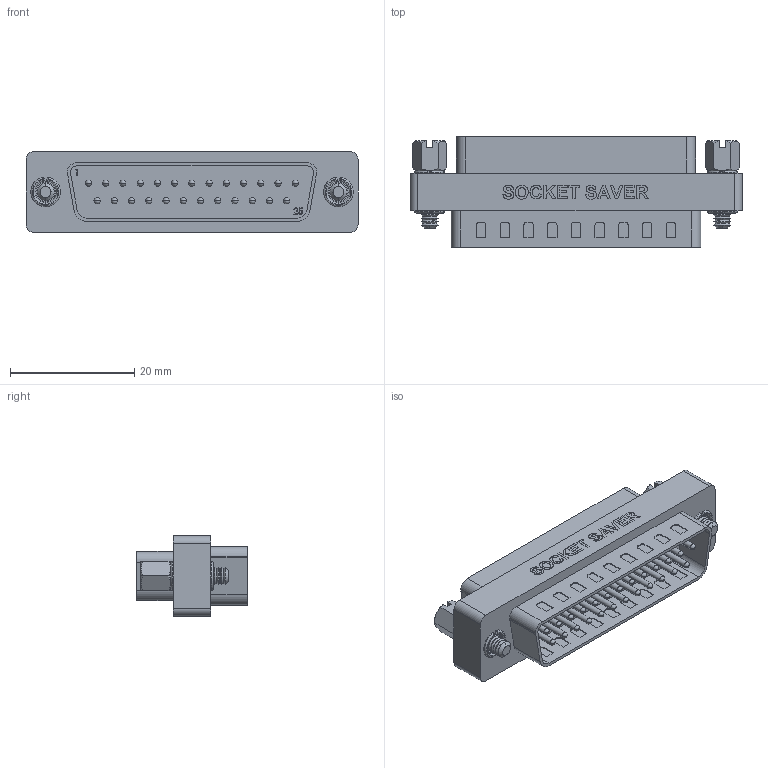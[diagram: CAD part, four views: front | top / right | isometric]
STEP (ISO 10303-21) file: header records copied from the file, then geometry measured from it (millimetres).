
FILE_DESCRIPTION (( 'STEP AP214' ), '1' );
FILE_NAME ('DGB25MF_3D.step', '2025-10-16T20:25:49', ( '' ), ( '' ), 'SwSTEP 2.0', 'SolidWorks 2025', '' );
FILE_SCHEMA (( 'AUTOMOTIVE_DESIGN' ));
Length unit declared in the file: inch
Products named in the file (5): DGB25F-MA1_SOCKET SAVER; 3AA05-002; SD25S_Without Mounting Flange and Solder Cups; DGB25MF_3D; SD25P_Without Mounting Flange and Solder Cups
Assembly tree (5 placements, depth 2):
  DGB25MF_3D
    DGB25F-MA1_SOCKET SAVER
    SD25S_Without Mounting Flange and Solder Cups
    SD25P_Without Mounting Flange and Solder Cups
    3AA05-002  x2
Bounding box: 53.34 x 17.81 x 12.95 mm (x, y, z)
Volume: 6262.5 mm3; surface area: 6557.6 mm2
Topology: 5 solids, 5 shells, 974 faces, 2496 edges, 1601 vertices
Faces by surface type: plane 456, cylinder 252, bspline 132, sphere 62, cone 60, torus 12
Entity records: 34352 total; most frequent: CARTESIAN_POINT 13026, ORIENTED_EDGE 4484, DIRECTION 4100, EDGE_CURVE 2242, VERTEX_POINT 1466, LINE 1388, VECTOR 1388, AXIS2_PLACEMENT_3D 1356
